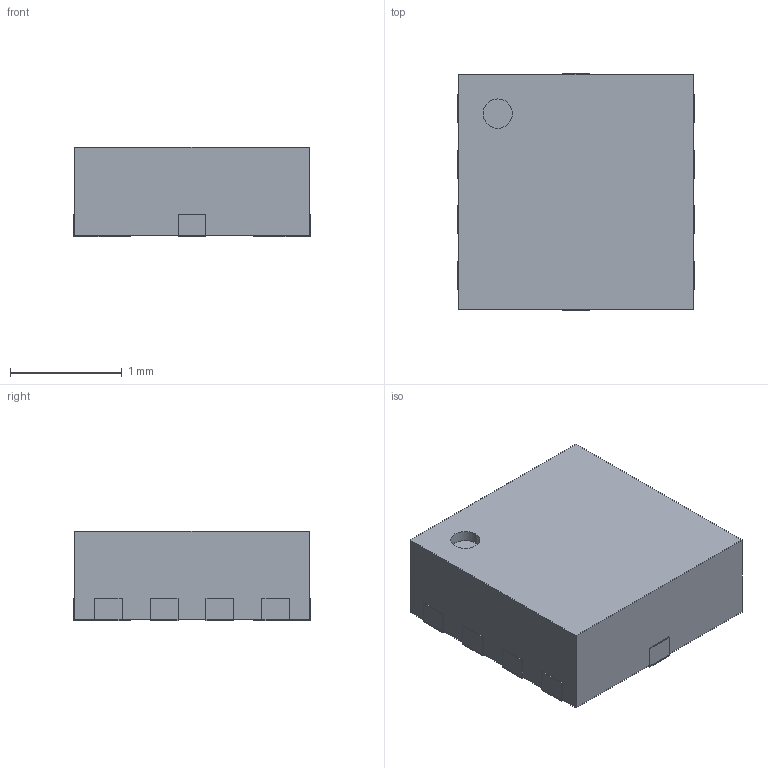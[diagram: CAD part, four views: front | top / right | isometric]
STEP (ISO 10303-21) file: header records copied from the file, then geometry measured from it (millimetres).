
FILE_DESCRIPTION(('Open CASCADE Model'),'2;1');
FILE_NAME('Open CASCADE Shape Model','2026-01-27T20:25:40',('Author'),( 'Open CASCADE'),'Open CASCADE STEP processor 7.5','Open CASCADE 7.5' ,'Unknown');
FILE_SCHEMA(('AUTOMOTIVE_DESIGN { 1 0 10303 214 1 1 1 1 }'));
Length unit declared in the file: millimetre
Products named in the file (8): PCB; Designator1; 13418387744; Open CASCADE STEP translator 7.5 70.1; Body; Open CASCADE STEP translator 7.5 70.2.1; Pin Shape; Open CASCADE STEP translator 7.5 70.3.1
Assembly tree (15 placements, depth 4):
  PCB
  Designator1
    13418387744
      Open CASCADE STEP translator 7.5 70.1
      Body
        Open CASCADE STEP translator 7.5 70.2.1
      Pin Shape  x10
        Open CASCADE STEP translator 7.5 70.3.1
Bounding box: 2.12 x 2.12 x 0.8 mm (x, y, z)
Volume: 3.5 mm3; surface area: 19.3 mm2
Topology: 11 solids, 12 shells, 149 faces, 296 edges, 171 vertices
Faces by surface type: plane 148, cylinder 1
Full cylindrical faces by diameter (mm): 0.263 x1
Entity records: 795 total; most frequent: DIRECTION 125, CARTESIAN_POINT 110, ORIENTED_EDGE 87, EDGE_CURVE 44, AXIS2_PLACEMENT_3D 42, LINE 41, VECTOR 41, VERTEX_POINT 27
